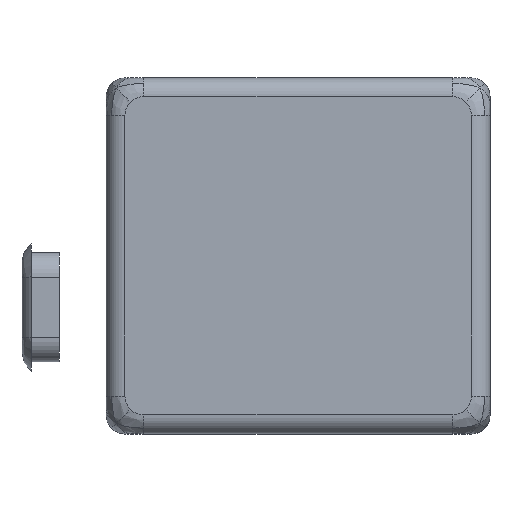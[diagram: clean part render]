
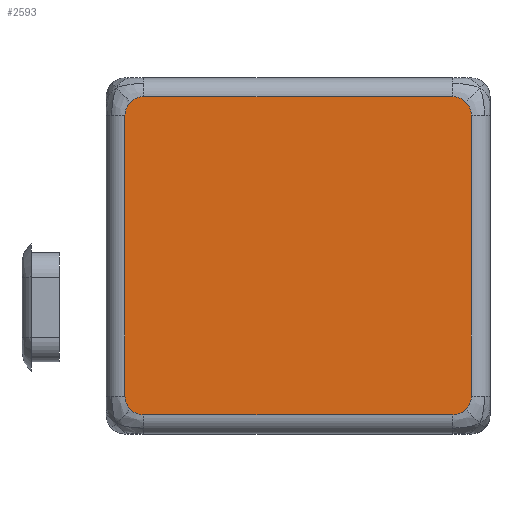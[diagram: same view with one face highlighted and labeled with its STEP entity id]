
A CAD part, top view. The second image highlights one B-rep face of the part: STEP entity #2593.
In plain terms, the highlighted planar face has unit normal (0, 0, 1).
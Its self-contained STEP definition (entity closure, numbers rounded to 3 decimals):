
#168=CIRCLE('',#2733,2.);
#170=CIRCLE('',#2735,2.);
#173=CIRCLE('',#2738,2.);
#180=CIRCLE('',#2745,2.);
#183=CIRCLE('',#2748,2.);
#190=CIRCLE('',#2755,2.);
#193=CIRCLE('',#2758,2.);
#212=CIRCLE('',#2795,2.);
#391=FACE_OUTER_BOUND('',#553,.T.);
#553=EDGE_LOOP('',(#1891,#1892,#1893,#1894,#1895,#1896,#1897,#1898,#1899,
#1900,#1901,#1902));
#730=LINE('',#4751,#912);
#731=LINE('',#4752,#913);
#732=LINE('',#4755,#914);
#733=LINE('',#4756,#915);
#912=VECTOR('',#3182,10.);
#913=VECTOR('',#3183,10.);
#914=VECTOR('',#3186,10.);
#915=VECTOR('',#3187,10.);
#1060=VERTEX_POINT('',#3917);
#1061=VERTEX_POINT('',#3924);
#1064=VERTEX_POINT('',#3971);
#1065=VERTEX_POINT('',#3978);
#1067=VERTEX_POINT('',#4024);
#1076=VERTEX_POINT('',#4209);
#1077=VERTEX_POINT('',#4216);
#1079=VERTEX_POINT('',#4262);
#1088=VERTEX_POINT('',#4447);
#1089=VERTEX_POINT('',#4454);
#1091=VERTEX_POINT('',#4500);
#1137=VERTEX_POINT('',#4753);
#1325=EDGE_CURVE('',#1060,#1061,#168,.T.);
#1329=EDGE_CURVE('',#1064,#1065,#170,.T.);
#1333=EDGE_CURVE('',#1067,#1064,#173,.T.);
#1345=EDGE_CURVE('',#1076,#1077,#180,.T.);
#1349=EDGE_CURVE('',#1079,#1076,#183,.T.);
#1361=EDGE_CURVE('',#1088,#1089,#190,.T.);
#1365=EDGE_CURVE('',#1091,#1088,#193,.T.);
#1428=EDGE_CURVE('',#1077,#1091,#730,.T.);
#1429=EDGE_CURVE('',#1061,#1079,#731,.T.);
#1430=EDGE_CURVE('',#1137,#1060,#212,.T.);
#1431=EDGE_CURVE('',#1065,#1137,#732,.T.);
#1432=EDGE_CURVE('',#1089,#1067,#733,.T.);
#1891=ORIENTED_EDGE('',*,*,#1365,.F.);
#1892=ORIENTED_EDGE('',*,*,#1428,.F.);
#1893=ORIENTED_EDGE('',*,*,#1345,.F.);
#1894=ORIENTED_EDGE('',*,*,#1349,.F.);
#1895=ORIENTED_EDGE('',*,*,#1429,.F.);
#1896=ORIENTED_EDGE('',*,*,#1325,.F.);
#1897=ORIENTED_EDGE('',*,*,#1430,.F.);
#1898=ORIENTED_EDGE('',*,*,#1431,.F.);
#1899=ORIENTED_EDGE('',*,*,#1329,.F.);
#1900=ORIENTED_EDGE('',*,*,#1333,.F.);
#1901=ORIENTED_EDGE('',*,*,#1432,.F.);
#1902=ORIENTED_EDGE('',*,*,#1361,.F.);
#2506=PLANE('',#2794);
#2593=ADVANCED_FACE('',(#391),#2506,.T.);
#2733=AXIS2_PLACEMENT_3D('',#3925,#3017,#3018);
#2735=AXIS2_PLACEMENT_3D('',#3979,#3021,#3022);
#2738=AXIS2_PLACEMENT_3D('',#4026,#3027,#3028);
#2745=AXIS2_PLACEMENT_3D('',#4217,#3041,#3042);
#2748=AXIS2_PLACEMENT_3D('',#4264,#3047,#3048);
#2755=AXIS2_PLACEMENT_3D('',#4455,#3061,#3062);
#2758=AXIS2_PLACEMENT_3D('',#4502,#3067,#3068);
#2794=AXIS2_PLACEMENT_3D('',#4750,#3180,#3181);
#2795=AXIS2_PLACEMENT_3D('',#4754,#3184,#3185);
#3017=DIRECTION('center_axis',(0.,0.,-1.));
#3018=DIRECTION('ref_axis',(-0.707,0.707,0.));
#3021=DIRECTION('center_axis',(0.,0.,-1.));
#3022=DIRECTION('ref_axis',(-0.707,-0.707,0.));
#3027=DIRECTION('center_axis',(0.,0.,-1.));
#3028=DIRECTION('ref_axis',(-0.707,-0.707,0.));
#3041=DIRECTION('center_axis',(0.,0.,-1.));
#3042=DIRECTION('ref_axis',(0.707,0.707,0.));
#3047=DIRECTION('center_axis',(0.,0.,-1.));
#3048=DIRECTION('ref_axis',(0.707,0.707,0.));
#3061=DIRECTION('center_axis',(0.,0.,-1.));
#3062=DIRECTION('ref_axis',(0.707,-0.707,0.));
#3067=DIRECTION('center_axis',(0.,0.,-1.));
#3068=DIRECTION('ref_axis',(0.707,-0.707,0.));
#3180=DIRECTION('center_axis',(0.,0.,1.));
#3181=DIRECTION('ref_axis',(1.,0.,0.));
#3182=DIRECTION('',(0.,-1.,0.));
#3183=DIRECTION('',(1.,0.,0.));
#3184=DIRECTION('center_axis',(0.,0.,-1.));
#3185=DIRECTION('ref_axis',(-0.707,0.707,0.));
#3186=DIRECTION('',(0.,1.,0.));
#3187=DIRECTION('',(-1.,0.,0.));
#3917=CARTESIAN_POINT('',(-1.087,31.803,24.411));
#3924=CARTESIAN_POINT('',(0.327,32.389,24.411));
#3925=CARTESIAN_POINT('Origin',(0.327,30.389,24.411));
#3971=CARTESIAN_POINT('',(-1.087,-1.025,24.411));
#3978=CARTESIAN_POINT('',(-1.673,0.389,24.411));
#3979=CARTESIAN_POINT('Origin',(0.327,0.389,24.411));
#4024=CARTESIAN_POINT('',(0.327,-1.611,24.411));
#4026=CARTESIAN_POINT('Origin',(0.327,0.389,24.411));
#4209=CARTESIAN_POINT('',(34.742,31.803,24.411));
#4216=CARTESIAN_POINT('',(35.327,30.389,24.411));
#4217=CARTESIAN_POINT('Origin',(33.328,30.389,24.411));
#4262=CARTESIAN_POINT('',(33.328,32.389,24.411));
#4264=CARTESIAN_POINT('Origin',(33.328,30.389,24.411));
#4447=CARTESIAN_POINT('',(34.742,-1.025,24.411));
#4454=CARTESIAN_POINT('',(33.328,-1.611,24.411));
#4455=CARTESIAN_POINT('Origin',(33.328,0.389,24.411));
#4500=CARTESIAN_POINT('',(35.327,0.389,24.411));
#4502=CARTESIAN_POINT('Origin',(33.328,0.389,24.411));
#4750=CARTESIAN_POINT('Origin',(16.827,15.389,24.411));
#4751=CARTESIAN_POINT('',(35.327,5.889,24.411));
#4752=CARTESIAN_POINT('',(27.077,32.389,24.411));
#4753=CARTESIAN_POINT('',(-1.673,30.389,24.411));
#4754=CARTESIAN_POINT('Origin',(0.327,30.389,24.411));
#4755=CARTESIAN_POINT('',(-1.673,24.889,24.411));
#4756=CARTESIAN_POINT('',(6.577,-1.611,24.411));
